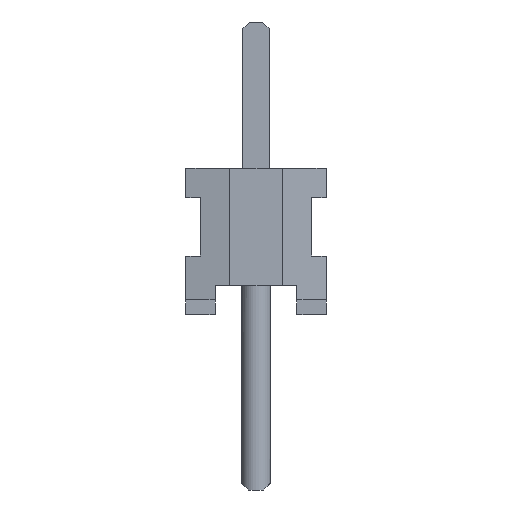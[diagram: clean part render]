
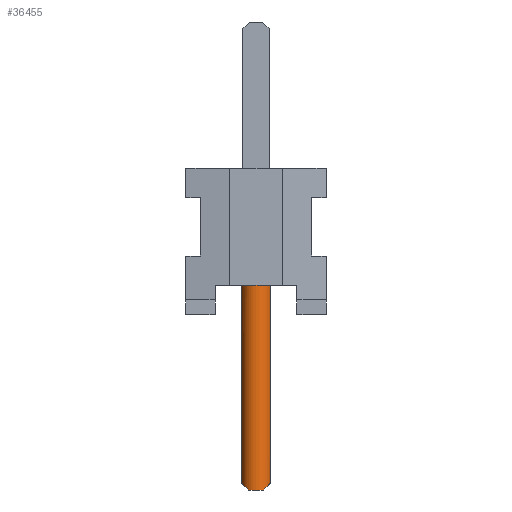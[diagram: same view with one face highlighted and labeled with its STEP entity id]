
A CAD part, left-side view. The second image highlights one B-rep face of the part: STEP entity #36455.
In plain terms, the highlighted cylindrical face has radius 0.254 mm (diameter 0.508 mm), a full revolution.
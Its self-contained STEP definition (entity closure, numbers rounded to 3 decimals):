
#34625 = EDGE_CURVE('',#34626,#34628,#34630,.T.);
#34626 = VERTEX_POINT('',#34627);
#34627 = CARTESIAN_POINT('',(-17.399,0.,1.27));
#34628 = VERTEX_POINT('',#34629);
#34629 = CARTESIAN_POINT('',(-16.925,0.127,1.27));
#34630 = CIRCLE('',#34631,0.254);
#34631 = AXIS2_PLACEMENT_3D('',#34632,#34633,#34634);
#34632 = CARTESIAN_POINT('',(-17.145,0.,1.27));
#34633 = DIRECTION('',(0.,0.,1.));
#34634 = DIRECTION('',(1.,0.,0.));
#34636 = EDGE_CURVE('',#34628,#34626,#34637,.T.);
#34637 = CIRCLE('',#34638,0.254);
#34638 = AXIS2_PLACEMENT_3D('',#34639,#34640,#34641);
#34639 = CARTESIAN_POINT('',(-17.145,0.,1.27));
#34640 = DIRECTION('',(0.,0.,1.));
#34641 = DIRECTION('',(1.,0.,0.));
#36455 = ADVANCED_FACE('',(#36456),#36502,.T.);
#36456 = FACE_BOUND('',#36457,.T.);
#36457 = EDGE_LOOP('',(#36458,#36459,#36466,#36475,#36484,#36493,#36500,
    #36501));
#36458 = ORIENTED_EDGE('',*,*,#34636,.F.);
#36459 = ORIENTED_EDGE('',*,*,#36460,.T.);
#36460 = EDGE_CURVE('',#34628,#36461,#36463,.T.);
#36461 = VERTEX_POINT('',#36462);
#36462 = CARTESIAN_POINT('',(-16.925,0.127,-3.048));
#36463 = B_SPLINE_CURVE_WITH_KNOTS('',1,(#36464,#36465),.UNSPECIFIED.,
  .F.,.F.,(2,2),(0.,4.318),.PIECEWISE_BEZIER_KNOTS.);
#36464 = CARTESIAN_POINT('',(-16.925,0.127,1.27));
#36465 = CARTESIAN_POINT('',(-16.925,0.127,-3.048));
#36466 = ORIENTED_EDGE('',*,*,#36467,.T.);
#36467 = EDGE_CURVE('',#36461,#36468,#36470,.T.);
#36468 = VERTEX_POINT('',#36469);
#36469 = CARTESIAN_POINT('',(-17.365,0.127,-3.048));
#36470 = ELLIPSE('',#36471,0.359,0.254);
#36471 = AXIS2_PLACEMENT_3D('',#36472,#36473,#36474);
#36472 = CARTESIAN_POINT('',(-17.145,0.,-3.175));
#36473 = DIRECTION('',(0.,-0.707,0.707));
#36474 = DIRECTION('',(0.,-0.707,-0.707));
#36475 = ORIENTED_EDGE('',*,*,#36476,.T.);
#36476 = EDGE_CURVE('',#36468,#36477,#36479,.T.);
#36477 = VERTEX_POINT('',#36478);
#36478 = CARTESIAN_POINT('',(-17.365,-0.127,-3.048));
#36479 = CIRCLE('',#36480,0.254);
#36480 = AXIS2_PLACEMENT_3D('',#36481,#36482,#36483);
#36481 = CARTESIAN_POINT('',(-17.145,0.,-3.048));
#36482 = DIRECTION('',(0.,0.,1.));
#36483 = DIRECTION('',(0.,-1.,0.));
#36484 = ORIENTED_EDGE('',*,*,#36485,.T.);
#36485 = EDGE_CURVE('',#36477,#36486,#36488,.T.);
#36486 = VERTEX_POINT('',#36487);
#36487 = CARTESIAN_POINT('',(-16.925,-0.127,-3.048));
#36488 = ELLIPSE('',#36489,0.359,0.254);
#36489 = AXIS2_PLACEMENT_3D('',#36490,#36491,#36492);
#36490 = CARTESIAN_POINT('',(-17.145,0.,-3.175));
#36491 = DIRECTION('',(0.,0.707,0.707));
#36492 = DIRECTION('',(0.,0.707,-0.707));
#36493 = ORIENTED_EDGE('',*,*,#36494,.T.);
#36494 = EDGE_CURVE('',#36486,#36461,#36495,.T.);
#36495 = CIRCLE('',#36496,0.254);
#36496 = AXIS2_PLACEMENT_3D('',#36497,#36498,#36499);
#36497 = CARTESIAN_POINT('',(-17.145,0.,-3.048));
#36498 = DIRECTION('',(0.,0.,1.));
#36499 = DIRECTION('',(0.,-1.,0.));
#36500 = ORIENTED_EDGE('',*,*,#36460,.F.);
#36501 = ORIENTED_EDGE('',*,*,#34625,.F.);
#36502 = CYLINDRICAL_SURFACE('',#36503,0.254);
#36503 = AXIS2_PLACEMENT_3D('',#36504,#36505,#36506);
#36504 = CARTESIAN_POINT('',(-17.145,0.,1.27));
#36505 = DIRECTION('',(0.,0.,-1.));
#36506 = DIRECTION('',(0.,1.,0.));
